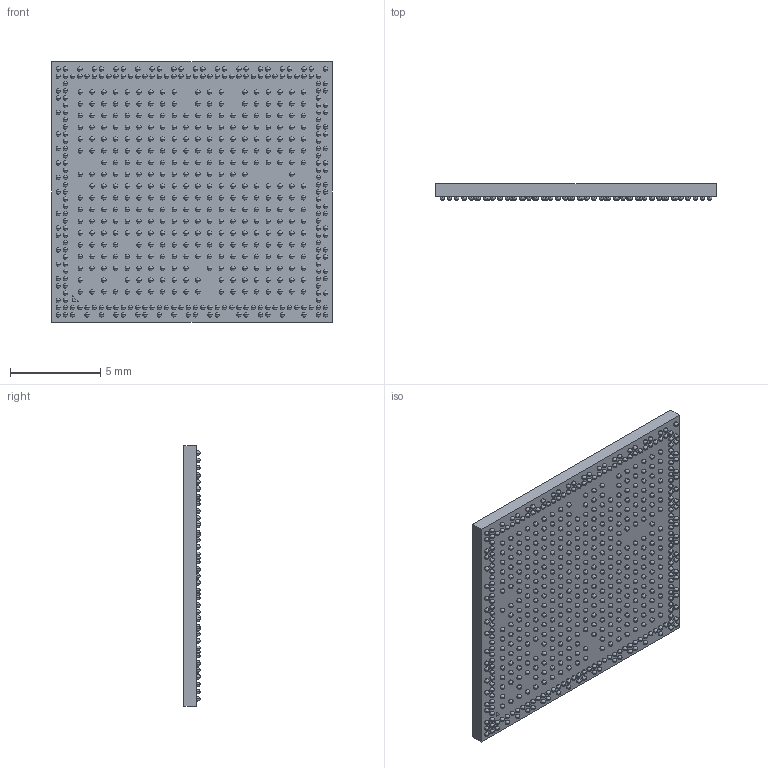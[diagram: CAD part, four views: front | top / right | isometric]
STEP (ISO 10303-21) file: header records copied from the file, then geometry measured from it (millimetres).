
FILE_DESCRIPTION (( 'STEP AP214' ), '1' );
FILE_NAME ('RK3566.STEP', '2022-12-03T00:08:07', ( '' ), ( '' ), 'SwSTEP 2.0', 'SolidWorks 2017', '' );
FILE_SCHEMA (( 'AUTOMOTIVE_DESIGN' ));
Length unit declared in the file: millimetre
Products named in the file (3): RK3566; ball^RK3566; Body^RK3566
Assembly tree (565 placements, depth 2):
  RK3566
    Body^RK3566
    ball^RK3566  x564
Bounding box: 15.5 x 0.9 x 14.4 mm (x, y, z)
Volume: 161.3 mm3; surface area: 595.8 mm2
Topology: 567 solids, 567 shells, 1714 faces, 5118 edges, 3412 vertices
Faces by surface type: sphere 1128, plane 582, cylinder 4
Entity records: 5252 total; most frequent: DIRECTION 1244, CARTESIAN_POINT 670, AXIS2_PLACEMENT_3D 605, PRODUCT_DEFINITION_SHAPE 568, CONTEXT_DEPENDENT_SHAPE_REPRESENTATION 565, ITEM_DEFINED_TRANSFORMATION 565, NEXT_ASSEMBLY_USAGE_OCCURRENCE 565, ORIENTED_EDGE 92
